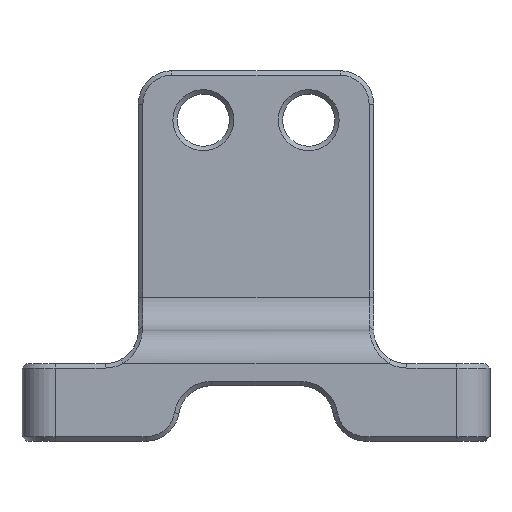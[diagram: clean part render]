
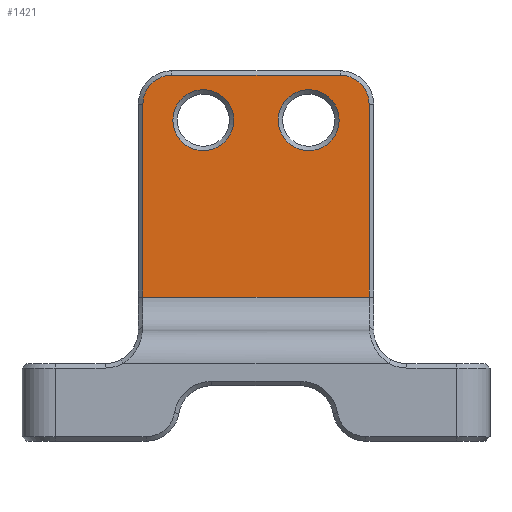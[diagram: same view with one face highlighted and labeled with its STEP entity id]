
A CAD part, front view. The second image highlights one B-rep face of the part: STEP entity #1421.
In plain terms, the highlighted planar face has unit normal (0, -1, 0).
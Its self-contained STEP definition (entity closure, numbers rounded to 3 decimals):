
#27=FACE_BOUND('',#204,.T.);
#28=FACE_BOUND('',#205,.T.);
#61=PLANE('',#1533);
#111=FACE_OUTER_BOUND('',#203,.T.);
#203=EDGE_LOOP('',(#1023,#1024,#1025,#1026,#1027,#1028));
#204=EDGE_LOOP('',(#1029));
#205=EDGE_LOOP('',(#1030));
#298=LINE('',#2158,#430);
#313=LINE('',#2194,#445);
#314=LINE('',#2197,#446);
#315=LINE('',#2198,#447);
#430=VECTOR('',#1710,1000.);
#445=VECTOR('',#1751,1000.);
#446=VECTOR('',#1754,1000.);
#447=VECTOR('',#1755,1000.);
#558=CIRCLE('',#1507,2.75);
#561=CIRCLE('',#1511,2.75);
#563=CIRCLE('',#1514,2.6);
#567=CIRCLE('',#1522,2.6);
#629=VERTEX_POINT('',#2124);
#632=VERTEX_POINT('',#2132);
#634=VERTEX_POINT('',#2138);
#635=VERTEX_POINT('',#2140);
#642=VERTEX_POINT('',#2156);
#646=VERTEX_POINT('',#2168);
#650=VERTEX_POINT('',#2192);
#651=VERTEX_POINT('',#2196);
#753=EDGE_CURVE('',#629,#629,#558,.T.);
#757=EDGE_CURVE('',#632,#632,#561,.T.);
#760=EDGE_CURVE('',#635,#634,#563,.T.);
#768=EDGE_CURVE('',#634,#642,#298,.T.);
#774=EDGE_CURVE('',#642,#646,#567,.T.);
#787=EDGE_CURVE('',#646,#650,#313,.T.);
#788=EDGE_CURVE('',#650,#651,#314,.T.);
#789=EDGE_CURVE('',#651,#635,#315,.T.);
#1023=ORIENTED_EDGE('',*,*,#787,.T.);
#1024=ORIENTED_EDGE('',*,*,#788,.T.);
#1025=ORIENTED_EDGE('',*,*,#789,.T.);
#1026=ORIENTED_EDGE('',*,*,#760,.T.);
#1027=ORIENTED_EDGE('',*,*,#768,.T.);
#1028=ORIENTED_EDGE('',*,*,#774,.T.);
#1029=ORIENTED_EDGE('',*,*,#753,.T.);
#1030=ORIENTED_EDGE('',*,*,#757,.T.);
#1421=ADVANCED_FACE('',(#111,#27,#28),#61,.F.);
#1507=AXIS2_PLACEMENT_3D('',#2126,#1678,#1679);
#1511=AXIS2_PLACEMENT_3D('',#2134,#1687,#1688);
#1514=AXIS2_PLACEMENT_3D('',#2141,#1694,#1695);
#1522=AXIS2_PLACEMENT_3D('',#2170,#1720,#1721);
#1533=AXIS2_PLACEMENT_3D('',#2195,#1752,#1753);
#1678=DIRECTION('center_axis',(0.,1.,0.));
#1679=DIRECTION('ref_axis',(1.,0.,0.));
#1687=DIRECTION('center_axis',(0.,1.,0.));
#1688=DIRECTION('ref_axis',(1.,0.,0.));
#1694=DIRECTION('center_axis',(0.,-1.,0.));
#1695=DIRECTION('ref_axis',(1.,0.,0.));
#1710=DIRECTION('',(-1.,0.,0.));
#1720=DIRECTION('center_axis',(0.,-1.,0.));
#1721=DIRECTION('ref_axis',(1.,0.,0.));
#1751=DIRECTION('',(0.,0.,-1.));
#1752=DIRECTION('center_axis',(0.,1.,0.));
#1753=DIRECTION('ref_axis',(1.,0.,0.));
#1754=DIRECTION('',(1.,0.,0.));
#1755=DIRECTION('',(0.,0.,1.));
#2124=CARTESIAN_POINT('',(-55.181,54.236,4.697));
#2126=CARTESIAN_POINT('Origin',(-55.181,54.236,7.447));
#2132=CARTESIAN_POINT('',(-64.681,54.236,4.697));
#2134=CARTESIAN_POINT('Origin',(-64.681,54.236,7.447));
#2138=CARTESIAN_POINT('',(-52.331,54.236,11.497));
#2140=CARTESIAN_POINT('',(-49.731,54.236,8.897));
#2141=CARTESIAN_POINT('Origin',(-52.331,54.236,8.897));
#2156=CARTESIAN_POINT('',(-67.531,54.236,11.497));
#2158=CARTESIAN_POINT('',(-25.531,54.236,11.497));
#2168=CARTESIAN_POINT('',(-70.131,54.236,8.897));
#2170=CARTESIAN_POINT('Origin',(-67.531,54.236,8.897));
#2192=CARTESIAN_POINT('',(-70.131,54.236,-8.503));
#2194=CARTESIAN_POINT('',(-70.131,54.236,-3.103));
#2195=CARTESIAN_POINT('Origin',(-25.531,54.236,-14.503));
#2196=CARTESIAN_POINT('',(-49.731,54.236,-8.503));
#2197=CARTESIAN_POINT('',(-49.331,54.236,-8.503));
#2198=CARTESIAN_POINT('',(-49.731,54.236,-3.103));
